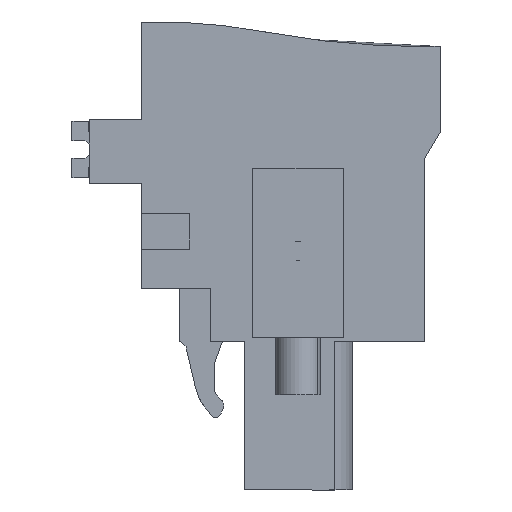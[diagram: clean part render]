
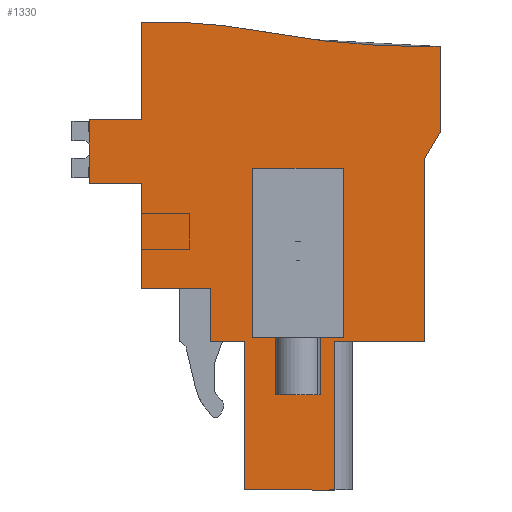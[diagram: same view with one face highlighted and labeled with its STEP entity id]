
A CAD part, left-side view. The second image highlights one B-rep face of the part: STEP entity #1330.
In plain terms, the highlighted planar face has unit normal (-1, 0, 0).
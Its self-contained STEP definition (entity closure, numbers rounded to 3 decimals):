
#1172=AXIS2_PLACEMENT_3D('Plane Axis2P3D',#1169,#1170,#1171) ;
#1185=AXIS2_PLACEMENT_3D('Circle Axis2P3D',#1183,#1184,$) ;
#1192=AXIS2_PLACEMENT_3D('Circle Axis2P3D',#1190,#1191,$) ;
#49=CARTESIAN_POINT('Vertex',(4.9,12.85,8.35)) ;
#52=CARTESIAN_POINT('Line Origine',(4.9,12.85,9.825)) ;
#56=CARTESIAN_POINT('Vertex',(4.9,12.85,11.3)) ;
#1036=CARTESIAN_POINT('Vertex',(4.9,10.937,8.35)) ;
#1039=CARTESIAN_POINT('Line Origine',(4.9,11.893,8.35)) ;
#1169=CARTESIAN_POINT('Axis2P3D Location',(4.9,3.817,22.4)) ;
#1174=CARTESIAN_POINT('Line Origine',(4.9,0.,22.459)) ;
#1178=CARTESIAN_POINT('Vertex',(4.9,0.,20.059)) ;
#1180=CARTESIAN_POINT('Vertex',(4.9,0.,24.859)) ;
#1183=CARTESIAN_POINT('Axis2P3D Location',(4.9,0.92,72.85)) ;
#1187=CARTESIAN_POINT('Vertex',(4.9,9.844,25.687)) ;
#1190=CARTESIAN_POINT('Axis2P3D Location',(4.9,15.85,-6.057)) ;
#1194=CARTESIAN_POINT('Vertex',(4.9,16.75,26.237)) ;
#1197=CARTESIAN_POINT('Line Origine',(4.9,16.75,23.494)) ;
#1201=CARTESIAN_POINT('Vertex',(4.9,16.75,20.75)) ;
#1204=CARTESIAN_POINT('Line Origine',(4.9,18.2,20.75)) ;
#1208=CARTESIAN_POINT('Vertex',(4.9,19.65,20.75)) ;
#1211=CARTESIAN_POINT('Line Origine',(4.9,19.65,18.975)) ;
#1215=CARTESIAN_POINT('Vertex',(4.9,19.65,17.2)) ;
#1218=CARTESIAN_POINT('Line Origine',(4.9,18.2,17.2)) ;
#1222=CARTESIAN_POINT('Vertex',(4.9,16.75,17.2)) ;
#1225=CARTESIAN_POINT('Line Origine',(4.9,16.75,14.25)) ;
#1229=CARTESIAN_POINT('Vertex',(4.9,16.75,11.3)) ;
#1232=CARTESIAN_POINT('Line Origine',(4.9,14.8,11.3)) ;
#1237=CARTESIAN_POINT('Line Origine',(4.9,10.937,4.175)) ;
#1241=CARTESIAN_POINT('Vertex',(4.9,10.937,0.)) ;
#1244=CARTESIAN_POINT('Line Origine',(4.9,8.414,0.)) ;
#1248=CARTESIAN_POINT('Vertex',(4.9,5.891,0.)) ;
#1251=CARTESIAN_POINT('Line Origine',(4.9,5.891,4.175)) ;
#1255=CARTESIAN_POINT('Vertex',(4.9,5.891,8.35)) ;
#1258=CARTESIAN_POINT('Line Origine',(4.9,3.396,8.35)) ;
#1262=CARTESIAN_POINT('Vertex',(4.9,0.9,8.35)) ;
#1265=CARTESIAN_POINT('Line Origine',(4.9,0.9,13.425)) ;
#1269=CARTESIAN_POINT('Vertex',(4.9,0.9,18.5)) ;
#1272=CARTESIAN_POINT('Line Origine',(4.9,0.45,19.279)) ;
#1296=CARTESIAN_POINT('Line Origine',(4.9,7.964,8.55)) ;
#1300=CARTESIAN_POINT('Vertex',(4.9,10.514,8.55)) ;
#1302=CARTESIAN_POINT('Vertex',(4.9,5.414,8.55)) ;
#1305=CARTESIAN_POINT('Line Origine',(4.9,10.514,13.3)) ;
#1309=CARTESIAN_POINT('Vertex',(4.9,10.514,18.05)) ;
#1312=CARTESIAN_POINT('Line Origine',(4.9,7.964,18.05)) ;
#1316=CARTESIAN_POINT('Vertex',(4.9,5.414,18.05)) ;
#1319=CARTESIAN_POINT('Line Origine',(4.9,5.414,13.3)) ;
#53=DIRECTION('Vector Direction',(0.,0.,1.)) ;
#1040=DIRECTION('Vector Direction',(0.,1.,0.)) ;
#1170=DIRECTION('Axis2P3D Direction',(1.,0.,0.)) ;
#1171=DIRECTION('Axis2P3D XDirection',(0.,1.,0.)) ;
#1175=DIRECTION('Vector Direction',(0.,0.,1.)) ;
#1184=DIRECTION('Axis2P3D Direction',(1.,0.,0.)) ;
#1191=DIRECTION('Axis2P3D Direction',(1.,0.,0.)) ;
#1198=DIRECTION('Vector Direction',(0.,0.,1.)) ;
#1205=DIRECTION('Vector Direction',(0.,-1.,0.)) ;
#1212=DIRECTION('Vector Direction',(0.,0.,1.)) ;
#1219=DIRECTION('Vector Direction',(0.,1.,0.)) ;
#1226=DIRECTION('Vector Direction',(0.,0.,1.)) ;
#1233=DIRECTION('Vector Direction',(0.,-1.,0.)) ;
#1238=DIRECTION('Vector Direction',(0.,0.,-1.)) ;
#1245=DIRECTION('Vector Direction',(0.,-1.,0.)) ;
#1252=DIRECTION('Vector Direction',(0.,0.,-1.)) ;
#1259=DIRECTION('Vector Direction',(0.,1.,0.)) ;
#1266=DIRECTION('Vector Direction',(0.,0.,-1.)) ;
#1273=DIRECTION('Vector Direction',(0.,-0.5,0.866)) ;
#1297=DIRECTION('Vector Direction',(0.,-1.,0.)) ;
#1306=DIRECTION('Vector Direction',(0.,0.,-1.)) ;
#1313=DIRECTION('Vector Direction',(0.,-1.,0.)) ;
#1320=DIRECTION('Vector Direction',(0.,0.,-1.)) ;
#54=VECTOR('Line Direction',#53,1.) ;
#1041=VECTOR('Line Direction',#1040,1.) ;
#1176=VECTOR('Line Direction',#1175,1.) ;
#1199=VECTOR('Line Direction',#1198,1.) ;
#1206=VECTOR('Line Direction',#1205,1.) ;
#1213=VECTOR('Line Direction',#1212,1.) ;
#1220=VECTOR('Line Direction',#1219,1.) ;
#1227=VECTOR('Line Direction',#1226,1.) ;
#1234=VECTOR('Line Direction',#1233,1.) ;
#1239=VECTOR('Line Direction',#1238,1.) ;
#1246=VECTOR('Line Direction',#1245,1.) ;
#1253=VECTOR('Line Direction',#1252,1.) ;
#1260=VECTOR('Line Direction',#1259,1.) ;
#1267=VECTOR('Line Direction',#1266,1.) ;
#1274=VECTOR('Line Direction',#1273,1.) ;
#1298=VECTOR('Line Direction',#1297,1.) ;
#1307=VECTOR('Line Direction',#1306,1.) ;
#1314=VECTOR('Line Direction',#1313,1.) ;
#1321=VECTOR('Line Direction',#1320,1.) ;
#1278=ORIENTED_EDGE('',*,*,#1182,.T.) ;
#1279=ORIENTED_EDGE('',*,*,#1189,.T.) ;
#1280=ORIENTED_EDGE('',*,*,#1196,.F.) ;
#1281=ORIENTED_EDGE('',*,*,#1203,.F.) ;
#1282=ORIENTED_EDGE('',*,*,#1210,.F.) ;
#1283=ORIENTED_EDGE('',*,*,#1217,.F.) ;
#1284=ORIENTED_EDGE('',*,*,#1224,.F.) ;
#1285=ORIENTED_EDGE('',*,*,#1231,.F.) ;
#1286=ORIENTED_EDGE('',*,*,#1236,.T.) ;
#1287=ORIENTED_EDGE('',*,*,#58,.F.) ;
#1288=ORIENTED_EDGE('',*,*,#1043,.F.) ;
#1289=ORIENTED_EDGE('',*,*,#1243,.T.) ;
#1290=ORIENTED_EDGE('',*,*,#1250,.T.) ;
#1291=ORIENTED_EDGE('',*,*,#1257,.F.) ;
#1292=ORIENTED_EDGE('',*,*,#1264,.F.) ;
#1293=ORIENTED_EDGE('',*,*,#1271,.F.) ;
#1294=ORIENTED_EDGE('',*,*,#1276,.T.) ;
#1325=ORIENTED_EDGE('',*,*,#1304,.F.) ;
#1326=ORIENTED_EDGE('',*,*,#1311,.F.) ;
#1327=ORIENTED_EDGE('',*,*,#1318,.F.) ;
#1328=ORIENTED_EDGE('',*,*,#1323,.T.) ;
#1329=FACE_BOUND('',#1324,.T.) ;
#1330=ADVANCED_FACE('HOUSING',(#1295,#1329),#1173,.F.) ;
#1186=CIRCLE('generated circle',#1185,48.) ;
#1193=CIRCLE('generated circle',#1192,32.307) ;
#58=EDGE_CURVE('',#50,#57,#55,.T.) ;
#1043=EDGE_CURVE('',#1037,#50,#1042,.T.) ;
#1182=EDGE_CURVE('',#1179,#1181,#1177,.T.) ;
#1189=EDGE_CURVE('',#1181,#1188,#1186,.T.) ;
#1196=EDGE_CURVE('',#1195,#1188,#1193,.T.) ;
#1203=EDGE_CURVE('',#1202,#1195,#1200,.T.) ;
#1210=EDGE_CURVE('',#1209,#1202,#1207,.T.) ;
#1217=EDGE_CURVE('',#1216,#1209,#1214,.T.) ;
#1224=EDGE_CURVE('',#1223,#1216,#1221,.T.) ;
#1231=EDGE_CURVE('',#1230,#1223,#1228,.T.) ;
#1236=EDGE_CURVE('',#1230,#57,#1235,.T.) ;
#1243=EDGE_CURVE('',#1037,#1242,#1240,.T.) ;
#1250=EDGE_CURVE('',#1242,#1249,#1247,.T.) ;
#1257=EDGE_CURVE('',#1256,#1249,#1254,.T.) ;
#1264=EDGE_CURVE('',#1263,#1256,#1261,.T.) ;
#1271=EDGE_CURVE('',#1270,#1263,#1268,.T.) ;
#1276=EDGE_CURVE('',#1270,#1179,#1275,.T.) ;
#1304=EDGE_CURVE('',#1301,#1303,#1299,.T.) ;
#1311=EDGE_CURVE('',#1310,#1301,#1308,.T.) ;
#1318=EDGE_CURVE('',#1317,#1310,#1315,.F.) ;
#1323=EDGE_CURVE('',#1317,#1303,#1322,.T.) ;
#1277=EDGE_LOOP('',(#1278,#1279,#1280,#1281,#1282,#1283,#1284,#1285,#1286,#1287,#1288,#1289,#1290,#1291,#1292,#1293,#1294)) ;
#1324=EDGE_LOOP('',(#1325,#1326,#1327,#1328)) ;
#1295=FACE_OUTER_BOUND('',#1277,.T.) ;
#55=LINE('Line',#52,#54) ;
#1042=LINE('Line',#1039,#1041) ;
#1177=LINE('Line',#1174,#1176) ;
#1200=LINE('Line',#1197,#1199) ;
#1207=LINE('Line',#1204,#1206) ;
#1214=LINE('Line',#1211,#1213) ;
#1221=LINE('Line',#1218,#1220) ;
#1228=LINE('Line',#1225,#1227) ;
#1235=LINE('Line',#1232,#1234) ;
#1240=LINE('Line',#1237,#1239) ;
#1247=LINE('Line',#1244,#1246) ;
#1254=LINE('Line',#1251,#1253) ;
#1261=LINE('Line',#1258,#1260) ;
#1268=LINE('Line',#1265,#1267) ;
#1275=LINE('Line',#1272,#1274) ;
#1299=LINE('Line',#1296,#1298) ;
#1308=LINE('Line',#1305,#1307) ;
#1315=LINE('Line',#1312,#1314) ;
#1322=LINE('Line',#1319,#1321) ;
#1173=PLANE('',#1172) ;
#50=VERTEX_POINT('',#49) ;
#57=VERTEX_POINT('',#56) ;
#1037=VERTEX_POINT('',#1036) ;
#1179=VERTEX_POINT('',#1178) ;
#1181=VERTEX_POINT('',#1180) ;
#1188=VERTEX_POINT('',#1187) ;
#1195=VERTEX_POINT('',#1194) ;
#1202=VERTEX_POINT('',#1201) ;
#1209=VERTEX_POINT('',#1208) ;
#1216=VERTEX_POINT('',#1215) ;
#1223=VERTEX_POINT('',#1222) ;
#1230=VERTEX_POINT('',#1229) ;
#1242=VERTEX_POINT('',#1241) ;
#1249=VERTEX_POINT('',#1248) ;
#1256=VERTEX_POINT('',#1255) ;
#1263=VERTEX_POINT('',#1262) ;
#1270=VERTEX_POINT('',#1269) ;
#1301=VERTEX_POINT('',#1300) ;
#1303=VERTEX_POINT('',#1302) ;
#1310=VERTEX_POINT('',#1309) ;
#1317=VERTEX_POINT('',#1316) ;
